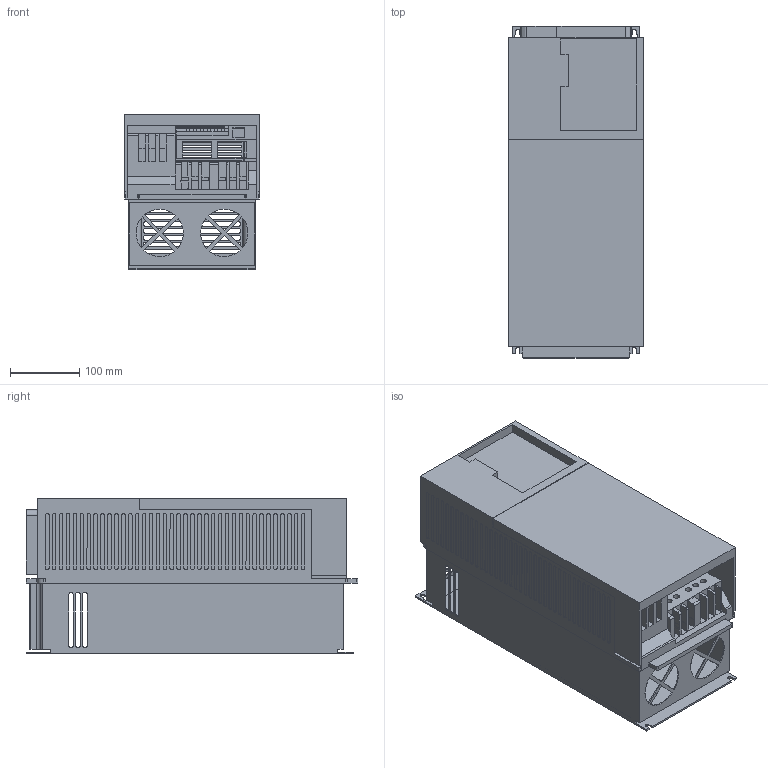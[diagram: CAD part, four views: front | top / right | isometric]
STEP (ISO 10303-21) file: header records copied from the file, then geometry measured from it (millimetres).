
FILE_DESCRIPTION((''),'2;1');
FILE_NAME('ATV930_S3_ASM','2019-08-12T10:00:36',('SESA59571'),('Schneider-Electric'),'CREO PARAMETRIC BY PTC INC, 2018300','CREO PARAMETRIC BY PTC INC, 2018300','');
FILE_SCHEMA(('CONFIG_CONTROL_DESIGN'));
Length unit declared in the file: millimetre
Products named in the file (4): S3_1_3; S3_5_5; S3_ASM_8_ASM; ATV930_S3_ASM
Assembly tree (3 placements, depth 3):
  ATV930_S3_ASM
    S3_ASM_8_ASM
      S3_1_3
      S3_5_5
Bounding box: 196 x 480 x 225.5 mm (x, y, z)
Volume: 7711588.5 mm3; surface area: 1109783.4 mm2
Topology: 2 solids, 2 shells, 1105 faces, 3021 edges, 2018 vertices
Faces by surface type: plane 762, extrusion 184, cylinder 159
Entity records: 44131 total; most frequent: CARTESIAN_POINT 16297, ORIENTED_EDGE 6036, DIRECTION 4958, EDGE_CURVE 3018, VECTOR 2390, LINE 2206, VERTEX_POINT 2016, EDGE_LOOP 1310
